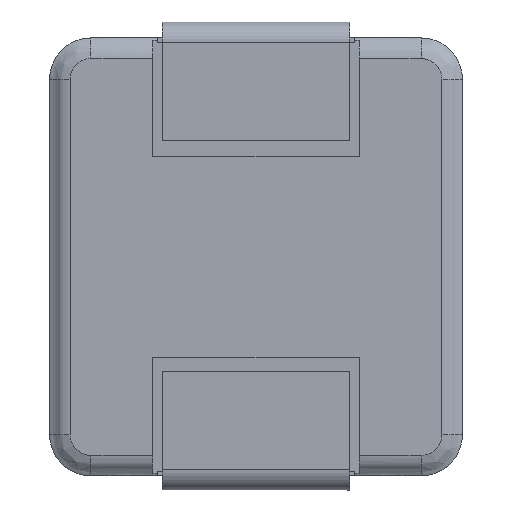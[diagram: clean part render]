
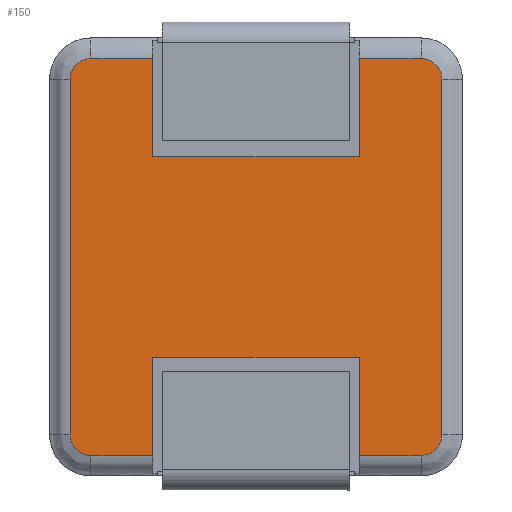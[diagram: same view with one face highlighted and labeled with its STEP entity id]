
A CAD part, front view. The second image highlights one B-rep face of the part: STEP entity #150.
In plain terms, the highlighted planar face has unit normal (0, -1, 0).
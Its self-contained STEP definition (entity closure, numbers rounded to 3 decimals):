
#35 = DIRECTION ( 'NONE',  ( 0., 0., 1. ) ) ;
#38 =( BOUNDED_CURVE ( )  B_SPLINE_CURVE ( 3, ( #1483, #2152, #2018, #809 ),
 .UNSPECIFIED., .F., .F. ) 
 B_SPLINE_CURVE_WITH_KNOTS ( ( 4, 4 ),
 ( 0., 1. ),
 .UNSPECIFIED. ) 
 CURVE ( )  GEOMETRIC_REPRESENTATION_ITEM ( )  RATIONAL_B_SPLINE_CURVE ( ( 1., 0.805, 0.805, 1. ) ) 
 REPRESENTATION_ITEM ( '' )  );
#40 = CARTESIAN_POINT ( 'NONE',  ( 2.64, 0., -3.17 ) ) ;
#67 = EDGE_CURVE ( 'NONE', #1477, #2125, #2100, .T. ) ;
#71 = CARTESIAN_POINT ( 'NONE',  ( -1.65, 0., -3.17 ) ) ;
#132 = VERTEX_POINT ( 'NONE', #250 ) ;
#139 = CARTESIAN_POINT ( 'NONE',  ( 1.65, 0., 1.6 ) ) ;
#150 = ADVANCED_FACE ( 'NONE', ( #434 ), #787, .F. ) ;
#174 = CARTESIAN_POINT ( 'NONE',  ( -2.833, 0., 3.17 ) ) ;
#187 = CARTESIAN_POINT ( 'NONE',  ( -2.97, 0., -3.033 ) ) ;
#197 = VECTOR ( 'NONE', #528, 1000. ) ;
#201 = CARTESIAN_POINT ( 'NONE',  ( 2.97, 0., -2.84 ) ) ;
#202 =( BOUNDED_CURVE ( )  B_SPLINE_CURVE ( 3, ( #1422, #864, #174, #1745 ),
 .UNSPECIFIED., .F., .T. ) 
 B_SPLINE_CURVE_WITH_KNOTS ( ( 4, 4 ),
 ( 0., 1. ),
 .UNSPECIFIED. ) 
 CURVE ( )  GEOMETRIC_REPRESENTATION_ITEM ( )  RATIONAL_B_SPLINE_CURVE ( ( 1., 0.805, 0.805, 1. ) ) 
 REPRESENTATION_ITEM ( '' )  );
#203 = VECTOR ( 'NONE', #507, 1000. ) ;
#223 = EDGE_CURVE ( 'NONE', #1317, #1322, #595, .T. ) ;
#237 = VECTOR ( 'NONE', #1451, 1000. ) ;
#238 = LINE ( 'NONE', #1424, #1734 ) ;
#250 = CARTESIAN_POINT ( 'NONE',  ( -1.65, 0., -1.6 ) ) ;
#286 = CARTESIAN_POINT ( 'NONE',  ( -1.65, 0., 1.6 ) ) ;
#297 = LINE ( 'NONE', #139, #1703 ) ;
#361 = LINE ( 'NONE', #1878, #2050 ) ;
#380 = LINE ( 'NONE', #40, #848 ) ;
#403 = ORIENTED_EDGE ( 'NONE', *, *, #1866, .F. ) ;
#408 = VECTOR ( 'NONE', #940, 1000. ) ;
#425 = ORIENTED_EDGE ( 'NONE', *, *, #2136, .F. ) ;
#434 = FACE_OUTER_BOUND ( 'NONE', #1333, .T. ) ;
#445 = AXIS2_PLACEMENT_3D ( 'NONE', #612, #1128, #1475 ) ;
#452 = CARTESIAN_POINT ( 'NONE',  ( 2.97, 0., 2.84 ) ) ;
#469 = VERTEX_POINT ( 'NONE', #286 ) ;
#473 = ORIENTED_EDGE ( 'NONE', *, *, #1200, .F. ) ;
#476 = VERTEX_POINT ( 'NONE', #2172 ) ;
#488 = ORIENTED_EDGE ( 'NONE', *, *, #1552, .F. ) ;
#507 = DIRECTION ( 'NONE',  ( 1., 0., 0. ) ) ;
#528 = DIRECTION ( 'NONE',  ( 0., 0., -1. ) ) ;
#549 = VERTEX_POINT ( 'NONE', #1572 ) ;
#572 = EDGE_CURVE ( 'NONE', #1126, #1317, #202, .T. ) ;
#577 = CARTESIAN_POINT ( 'NONE',  ( 2.64, 0., 3.17 ) ) ;
#595 = LINE ( 'NONE', #1135, #408 ) ;
#609 = DIRECTION ( 'NONE',  ( 0., 0., -1. ) ) ;
#612 = CARTESIAN_POINT ( 'NONE',  ( 0., 0., 0. ) ) ;
#661 = VECTOR ( 'NONE', #891, 1000. ) ;
#682 = EDGE_CURVE ( 'NONE', #1322, #469, #361, .T. ) ;
#703 = CARTESIAN_POINT ( 'NONE',  ( 2.64, 0., -3.17 ) ) ;
#712 = LINE ( 'NONE', #1741, #1917 ) ;
#713 = CARTESIAN_POINT ( 'NONE',  ( -2.64, 0., 3.17 ) ) ;
#762 = CARTESIAN_POINT ( 'NONE',  ( 2.97, 0., 3.033 ) ) ;
#774 = LINE ( 'NONE', #1075, #237 ) ;
#787 = PLANE ( 'NONE',  #445 ) ;
#800 = VERTEX_POINT ( 'NONE', #1541 ) ;
#806 = CARTESIAN_POINT ( 'NONE',  ( -2.97, 0., 2.84 ) ) ;
#809 = CARTESIAN_POINT ( 'NONE',  ( 2.64, 0., -3.17 ) ) ;
#840 = EDGE_CURVE ( 'NONE', #469, #1078, #774, .T. ) ;
#848 = VECTOR ( 'NONE', #1754, 1000. ) ;
#864 = CARTESIAN_POINT ( 'NONE',  ( -2.97, 0., 3.033 ) ) ;
#878 = ORIENTED_EDGE ( 'NONE', *, *, #1788, .F. ) ;
#891 = DIRECTION ( 'NONE',  ( -1., 0., 0. ) ) ;
#914 = EDGE_CURVE ( 'NONE', #2008, #800, #238, .T. ) ;
#932 = CARTESIAN_POINT ( 'NONE',  ( -1.65, 0., -1.6 ) ) ;
#933 = DIRECTION ( 'NONE',  ( 0., 0., 1. ) ) ;
#940 = DIRECTION ( 'NONE',  ( 1., 0., 0. ) ) ;
#1055 = ORIENTED_EDGE ( 'NONE', *, *, #682, .F. ) ;
#1075 = CARTESIAN_POINT ( 'NONE',  ( 1.65, 0., 1.6 ) ) ;
#1078 = VERTEX_POINT ( 'NONE', #1286 ) ;
#1086 = CARTESIAN_POINT ( 'NONE',  ( -2.64, 0., 3.17 ) ) ;
#1094 = VERTEX_POINT ( 'NONE', #71 ) ;
#1113 = CARTESIAN_POINT ( 'NONE',  ( -1.65, 0., 3.17 ) ) ;
#1126 = VERTEX_POINT ( 'NONE', #806 ) ;
#1128 = DIRECTION ( 'NONE',  ( 0., 1., 0. ) ) ;
#1135 = CARTESIAN_POINT ( 'NONE',  ( -2.64, 0., 3.17 ) ) ;
#1185 = DIRECTION ( 'NONE',  ( 0., 0., 1. ) ) ;
#1200 = EDGE_CURVE ( 'NONE', #1311, #549, #2074, .T. ) ;
#1205 = LINE ( 'NONE', #703, #1567 ) ;
#1209 = LINE ( 'NONE', #1887, #661 ) ;
#1222 = CARTESIAN_POINT ( 'NONE',  ( -2.833, 0., -3.17 ) ) ;
#1234 = DIRECTION ( 'NONE',  ( -1., 0., 0. ) ) ;
#1269 = VERTEX_POINT ( 'NONE', #1456 ) ;
#1286 = CARTESIAN_POINT ( 'NONE',  ( 1.65, 0., 1.6 ) ) ;
#1291 = CARTESIAN_POINT ( 'NONE',  ( 1.65, 0., 3.17 ) ) ;
#1306 = CARTESIAN_POINT ( 'NONE',  ( -2.97, 0., -2.84 ) ) ;
#1311 = VERTEX_POINT ( 'NONE', #1291 ) ;
#1317 = VERTEX_POINT ( 'NONE', #1086 ) ;
#1322 = VERTEX_POINT ( 'NONE', #1113 ) ;
#1333 = EDGE_LOOP ( 'NONE', ( #425, #1811, #2044, #2102, #473, #2066, #1816, #1055, #1538, #1534, #488, #1419, #878, #403, #2155, #2026 ) ) ;
#1389 = DIRECTION ( 'NONE',  ( 0., 0., -1. ) ) ;
#1390 = CARTESIAN_POINT ( 'NONE',  ( 2.97, 0., 2.84 ) ) ;
#1419 = ORIENTED_EDGE ( 'NONE', *, *, #2103, .F. ) ;
#1422 = CARTESIAN_POINT ( 'NONE',  ( -2.97, 0., 2.84 ) ) ;
#1424 = CARTESIAN_POINT ( 'NONE',  ( 1.65, 0., -1.6 ) ) ;
#1451 = DIRECTION ( 'NONE',  ( 1., 0., 0. ) ) ;
#1456 = CARTESIAN_POINT ( 'NONE',  ( 2.64, 0., -3.17 ) ) ;
#1475 = DIRECTION ( 'NONE',  ( 0., 0., 1. ) ) ;
#1477 = VERTEX_POINT ( 'NONE', #452 ) ;
#1483 = CARTESIAN_POINT ( 'NONE',  ( 2.97, 0., -2.84 ) ) ;
#1534 = ORIENTED_EDGE ( 'NONE', *, *, #572, .F. ) ;
#1538 = ORIENTED_EDGE ( 'NONE', *, *, #223, .F. ) ;
#1541 = CARTESIAN_POINT ( 'NONE',  ( 1.65, 0., -1.6 ) ) ;
#1552 = EDGE_CURVE ( 'NONE', #1855, #1126, #712, .T. ) ;
#1567 = VECTOR ( 'NONE', #1234, 1000. ) ;
#1572 = CARTESIAN_POINT ( 'NONE',  ( 2.64, 0., 3.17 ) ) ;
#1578 = CARTESIAN_POINT ( 'NONE',  ( -2.97, 0., -2.84 ) ) ;
#1601 = LINE ( 'NONE', #932, #1802 ) ;
#1619 = CARTESIAN_POINT ( 'NONE',  ( 2.97, 0., 2.84 ) ) ;
#1657 =( BOUNDED_CURVE ( )  B_SPLINE_CURVE ( 3, ( #1709, #1222, #187, #1578 ),
 .UNSPECIFIED., .F., .T. ) 
 B_SPLINE_CURVE_WITH_KNOTS ( ( 4, 4 ),
 ( 0., 1. ),
 .UNSPECIFIED. ) 
 CURVE ( )  GEOMETRIC_REPRESENTATION_ITEM ( )  RATIONAL_B_SPLINE_CURVE ( ( 1., 0.805, 0.805, 1. ) ) 
 REPRESENTATION_ITEM ( '' )  );
#1677 = CARTESIAN_POINT ( 'NONE',  ( 1.65, 0., -3.17 ) ) ;
#1703 = VECTOR ( 'NONE', #1185, 1000. ) ;
#1709 = CARTESIAN_POINT ( 'NONE',  ( -2.64, 0., -3.17 ) ) ;
#1734 = VECTOR ( 'NONE', #933, 1000. ) ;
#1741 = CARTESIAN_POINT ( 'NONE',  ( -2.97, 0., -2.84 ) ) ;
#1745 = CARTESIAN_POINT ( 'NONE',  ( -2.64, 0., 3.17 ) ) ;
#1747 = EDGE_CURVE ( 'NONE', #800, #132, #1209, .T. ) ;
#1754 = DIRECTION ( 'NONE',  ( -1., 0., 0. ) ) ;
#1788 = EDGE_CURVE ( 'NONE', #1094, #476, #380, .T. ) ;
#1802 = VECTOR ( 'NONE', #609, 1000. ) ;
#1811 = ORIENTED_EDGE ( 'NONE', *, *, #1952, .F. ) ;
#1816 = ORIENTED_EDGE ( 'NONE', *, *, #840, .F. ) ;
#1855 = VERTEX_POINT ( 'NONE', #1306 ) ;
#1856 = EDGE_CURVE ( 'NONE', #549, #1477, #2120, .T. ) ;
#1866 = EDGE_CURVE ( 'NONE', #132, #1094, #1601, .T. ) ;
#1878 = CARTESIAN_POINT ( 'NONE',  ( -1.65, 0., 1.6 ) ) ;
#1887 = CARTESIAN_POINT ( 'NONE',  ( 1.65, 0., -1.6 ) ) ;
#1917 = VECTOR ( 'NONE', #35, 1000. ) ;
#1936 = EDGE_CURVE ( 'NONE', #1078, #1311, #297, .T. ) ;
#1941 = CARTESIAN_POINT ( 'NONE',  ( 2.833, 0., 3.17 ) ) ;
#1952 = EDGE_CURVE ( 'NONE', #2125, #1269, #38, .T. ) ;
#2008 = VERTEX_POINT ( 'NONE', #1677 ) ;
#2018 = CARTESIAN_POINT ( 'NONE',  ( 2.833, 0., -3.17 ) ) ;
#2026 = ORIENTED_EDGE ( 'NONE', *, *, #914, .F. ) ;
#2044 = ORIENTED_EDGE ( 'NONE', *, *, #67, .F. ) ;
#2050 = VECTOR ( 'NONE', #1389, 1000. ) ;
#2066 = ORIENTED_EDGE ( 'NONE', *, *, #1936, .F. ) ;
#2074 = LINE ( 'NONE', #713, #203 ) ;
#2100 = LINE ( 'NONE', #1390, #197 ) ;
#2102 = ORIENTED_EDGE ( 'NONE', *, *, #1856, .F. ) ;
#2103 = EDGE_CURVE ( 'NONE', #476, #1855, #1657, .T. ) ;
#2120 =( BOUNDED_CURVE ( )  B_SPLINE_CURVE ( 3, ( #577, #1941, #762, #1619 ),
 .UNSPECIFIED., .F., .T. ) 
 B_SPLINE_CURVE_WITH_KNOTS ( ( 4, 4 ),
 ( 0., 1. ),
 .UNSPECIFIED. ) 
 CURVE ( )  GEOMETRIC_REPRESENTATION_ITEM ( )  RATIONAL_B_SPLINE_CURVE ( ( 1., 0.805, 0.805, 1. ) ) 
 REPRESENTATION_ITEM ( '' )  );
#2125 = VERTEX_POINT ( 'NONE', #201 ) ;
#2136 = EDGE_CURVE ( 'NONE', #1269, #2008, #1205, .T. ) ;
#2152 = CARTESIAN_POINT ( 'NONE',  ( 2.97, 0., -3.033 ) ) ;
#2155 = ORIENTED_EDGE ( 'NONE', *, *, #1747, .F. ) ;
#2172 = CARTESIAN_POINT ( 'NONE',  ( -2.64, 0., -3.17 ) ) ;
